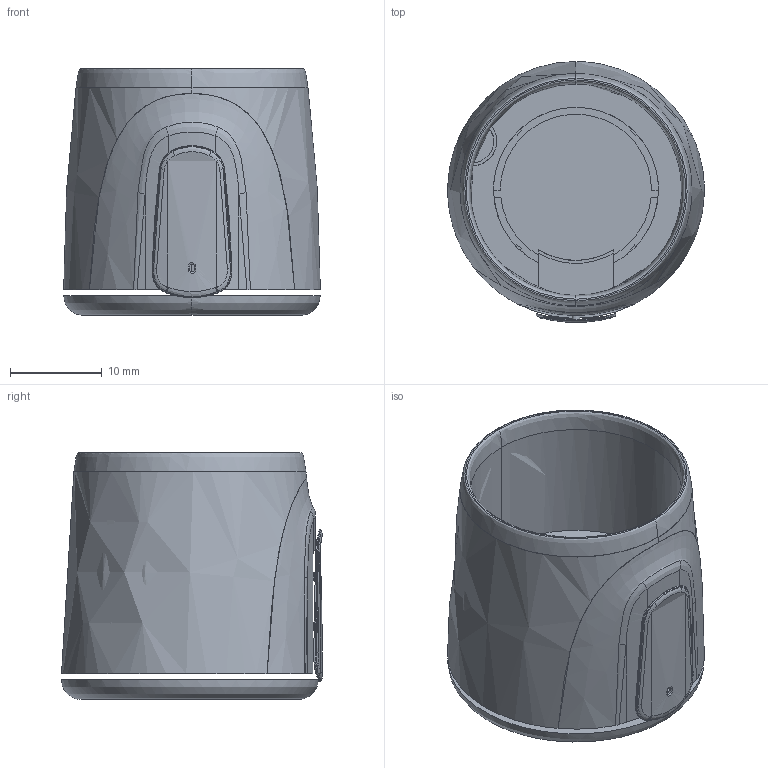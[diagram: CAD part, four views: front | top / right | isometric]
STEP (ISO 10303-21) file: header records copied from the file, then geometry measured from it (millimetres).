
FILE_DESCRIPTION(/* description */ (''),/* implementation_level */ '2;1');
FILE_NAME(/* name */ 'Natede',/* time_stamp */ '2020-07-13T10:56:56+02:00',/* author */ (''),/* organization */ (''),/* preprocessor_version */ 'ST-DEVELOPER v15',/* originating_system */ '',/* authorisation */ '');
FILE_SCHEMA (('AUTOMOTIVE_DESIGN'));
Length unit declared in the file: millimetre
Products named in the file (1): Document
Bounding box: 27.99 x 28.46 x 26.92 mm (x, y, z)
Volume: 1233.5 mm3; surface area: 9548.1 mm2
Topology: 1 solids, 4 shells, 263 faces, 696 edges, 414 vertices
Faces by surface type: bspline 211, plane 52
Entity records: 29093 total; most frequent: CARTESIAN_POINT 25140, ORIENTED_EDGE 1338, EDGE_CURVE 696, VERTEX_POINT 414, B_SPLINE_CURVE_WITH_KNOTS 400, EDGE_LOOP 287, ADVANCED_FACE 263, FACE_OUTER_BOUND 263
